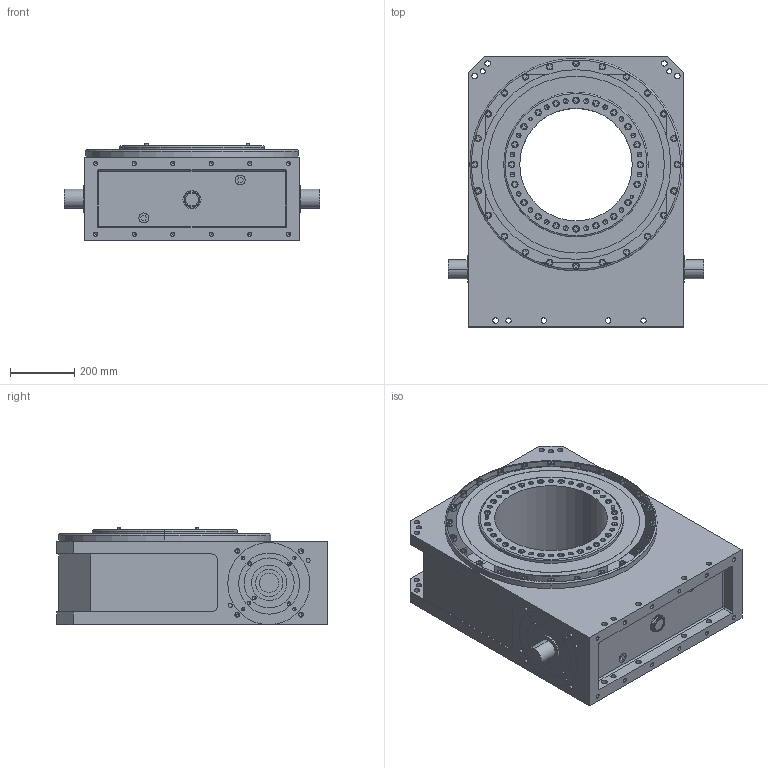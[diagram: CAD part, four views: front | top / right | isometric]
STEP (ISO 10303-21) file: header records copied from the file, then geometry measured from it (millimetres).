
FILE_DESCRIPTION (( 'STEP AP203' ), '1' );
FILE_NAME ('FR325外型圖.stp', '2025-06-25T05:59:21', ( '' ), ( '' ), 'SwSTEP 2.0', 'SolidWorks 2018', '' );
FILE_SCHEMA (( 'CONFIG_CONTROL_DESIGN' ));
Length unit declared in the file: millimetre
Products named in the file (1): FR325外型圖
Bounding box: 796 x 840 x 303 mm (x, y, z)
Volume: 118713884 mm3; surface area: 2421170.1 mm2
Topology: 1 solids, 1 shells, 1536 faces, 3670 edges, 2311 vertices
Faces by surface type: plane 774, cylinder 528, cone 220, torus 10, sphere 4
Entity records: 44039 total; most frequent: DIRECTION 7888, CARTESIAN_POINT 7632, ORIENTED_EDGE 7112, EDGE_CURVE 3556, AXIS2_PLACEMENT_3D 2799, VERTEX_POINT 2311, LINE 2290, VECTOR 2290
